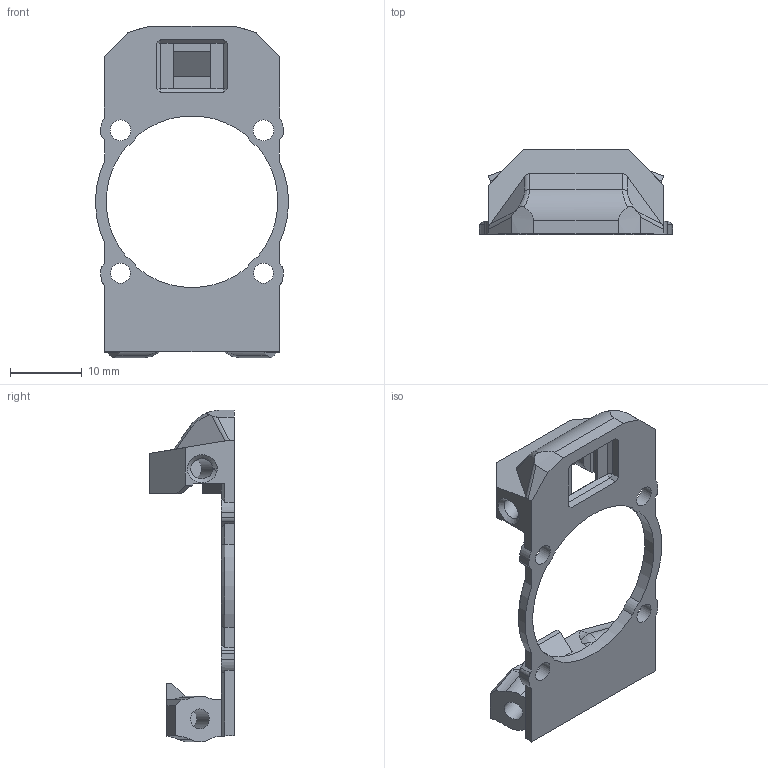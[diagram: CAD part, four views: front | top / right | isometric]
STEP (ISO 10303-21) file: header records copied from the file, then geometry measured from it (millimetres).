
FILE_DESCRIPTION(/* description */ ('Faceplate - LED - Rear'),/* implementation_level */ '2;1');
FILE_NAME(/* name */ 'Faceplate - LED - Rear v2.step',/* time_stamp */ '2025-06-24T13:04:18+03:00',/* author */ (''),/* organization */ (''),/* preprocessor_version */ 'ST-DEVELOPER v20.1',/* originating_system */ 'Autodesk Translation Framework v14.10.0.0',/* authorisation */ '');
FILE_SCHEMA (('AUTOMOTIVE_DESIGN { 1 0 10303 214 3 1 1 }'));
Length unit declared in the file: millimetre
Products named in the file (1): Faceplate - LED - Rear
Bounding box: 27 x 11.83 x 46.38 mm (x, y, z)
Volume: 3068.9 mm3; surface area: 3090.5 mm2
Topology: 1 solids, 1 shells, 180 faces, 507 edges, 332 vertices
Faces by surface type: plane 111, cylinder 49, bspline 18, cone 2
Full cylindrical faces by diameter (mm): 2.8 x6, 2.9 x2
Entity records: 6571 total; most frequent: CARTESIAN_POINT 1892, ORIENTED_EDGE 1014, DIRECTION 909, EDGE_CURVE 507, LINE 345, VECTOR 345, VERTEX_POINT 332, AXIS2_PLACEMENT_3D 282
